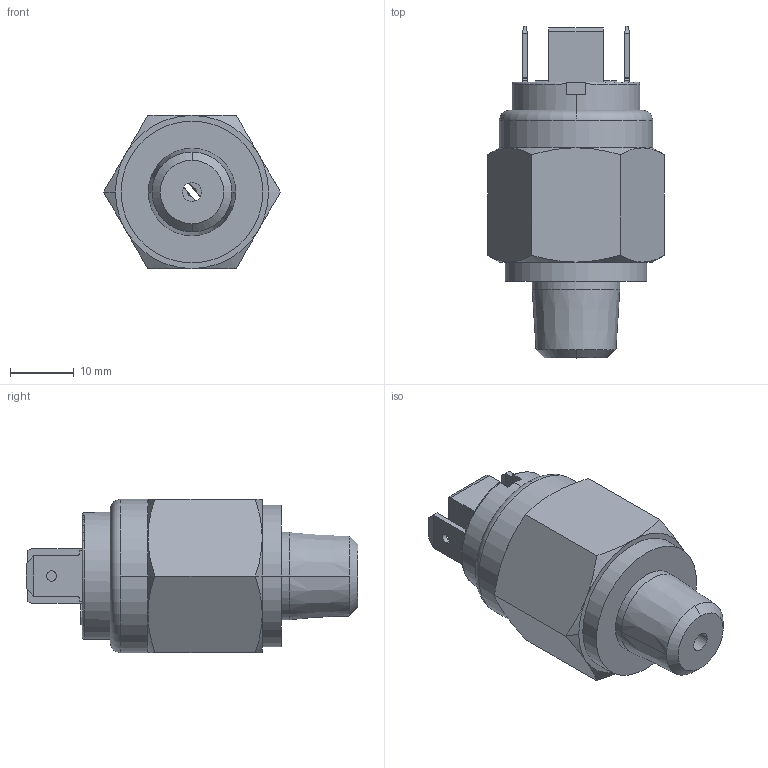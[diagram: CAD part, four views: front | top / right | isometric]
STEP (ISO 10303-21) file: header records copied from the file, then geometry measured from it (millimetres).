
FILE_DESCRIPTION (( 'STEP AP214' ), '1' );
FILE_NAME ('3511219.STEP', '2019-10-17T10:40:24', ( '' ), ( '' ), 'SwSTEP 2.0', 'SolidWorks 2017', '' );
FILE_SCHEMA (( 'AUTOMOTIVE_DESIGN' ));
Length unit declared in the file: millimetre
Products named in the file (1): 3511219
Bounding box: 27.71 x 52 x 24 mm (x, y, z)
Surface area: 5254.9 mm2 (no closed solid volume)
Topology: 0 solids, 6 shells, 241 faces, 856 edges, 596 vertices
Faces by surface type: plane 144, cylinder 46, bspline 23, cone 22, torus 6
Entity records: 13846 total; most frequent: CARTESIAN_POINT 4135, ORIENTED_EDGE 1396, DIRECTION 1349, EDGE_CURVE 856, VERTEX_POINT 596, LINE 557, VECTOR 557, AXIS2_PLACEMENT_3D 396
